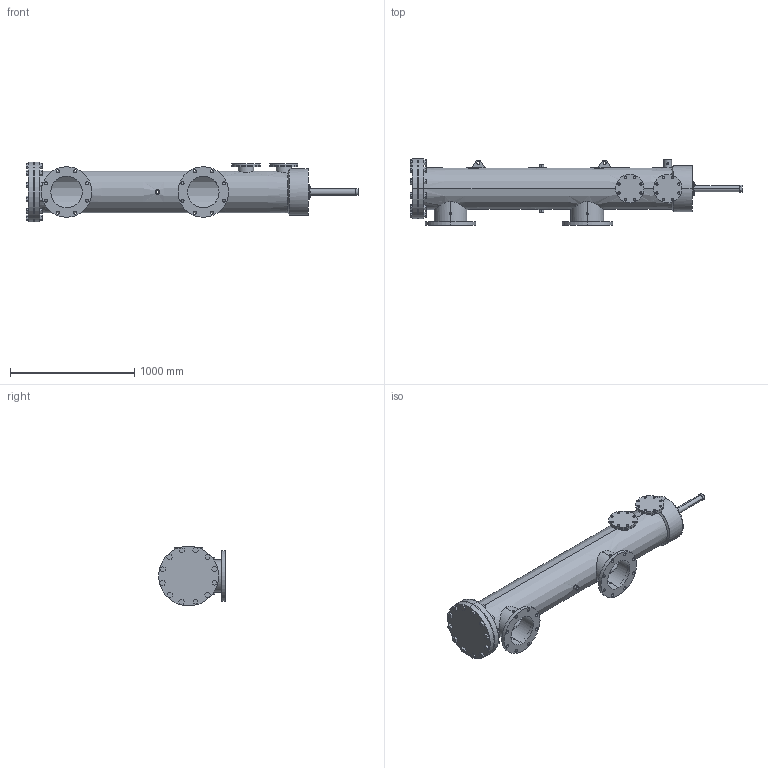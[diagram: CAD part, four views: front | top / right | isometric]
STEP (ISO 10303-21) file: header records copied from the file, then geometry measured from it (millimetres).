
FILE_DESCRIPTION (( 'STEP AP203' ), '1' );
FILE_NAME ('D10-FRP-180.STEP', '2020-09-17T14:06:05', ( '' ), ( '' ), 'SwSTEP 2.0', 'SolidWorks 2018', '' );
FILE_SCHEMA (( 'CONFIG_CONTROL_DESIGN' ));
Length unit declared in the file: inch
Products named in the file (1): D10-FRP-180
Bounding box: 2671.83 x 536.7 x 482.6 mm (x, y, z)
Volume: 32630305.7 mm3; surface area: 7139326.7 mm2
Topology: 19 solids, 19 shells, 667 faces, 1688 edges, 1119 vertices
Faces by surface type: cylinder 350, plane 299, cone 18
Entity records: 25757 total; most frequent: CARTESIAN_POINT 8857, DIRECTION 3486, ORIENTED_EDGE 3372, EDGE_CURVE 1686, AXIS2_PLACEMENT_3D 1278, VERTEX_POINT 1119, EDGE_LOOP 947, VECTOR 930
